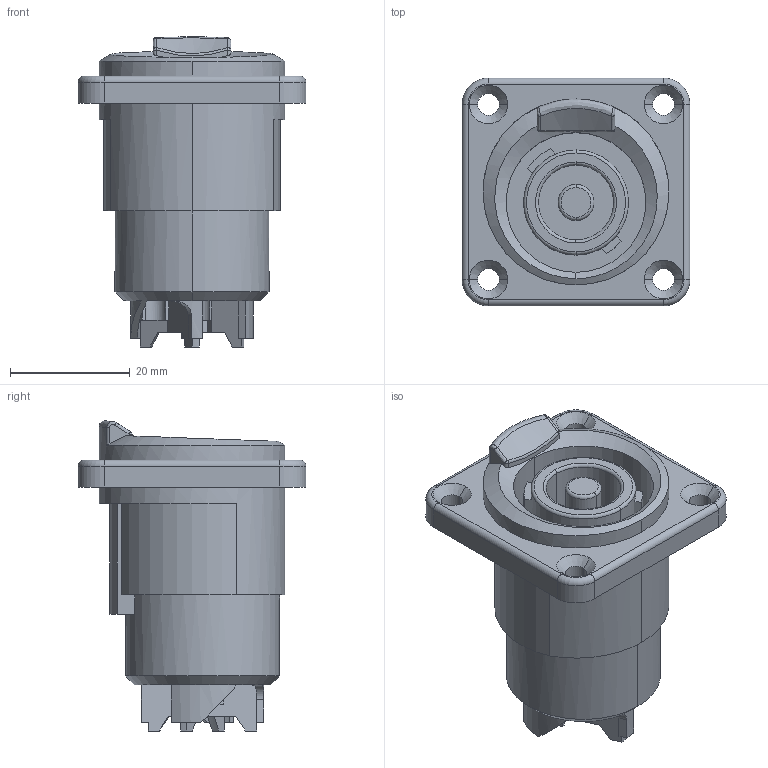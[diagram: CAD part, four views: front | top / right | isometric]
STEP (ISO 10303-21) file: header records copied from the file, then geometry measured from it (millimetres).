
FILE_DESCRIPTION((''),'2;1');
FILE_NAME('D-NLT4FP','2016-05-31T',('odo'),(''),'CREO PARAMETRIC BY PTC INC, 2015380','CREO PARAMETRIC BY PTC INC, 2015380','');
FILE_SCHEMA(('CONFIG_CONTROL_DESIGN'));
Length unit declared in the file: millimetre
Products named in the file (1): D-NLT4FP
Bounding box: 38 x 38 x 51.73 mm (x, y, z)
Volume: 22946.8 mm3; surface area: 11799.1 mm2
Topology: 1 solids, 1 shells, 185 faces, 473 edges, 300 vertices
Faces by surface type: plane 78, cylinder 71, cone 18, torus 10, bspline 6, sphere 2
Entity records: 6083 total; most frequent: CARTESIAN_POINT 1491, DIRECTION 976, ORIENTED_EDGE 946, EDGE_CURVE 473, AXIS2_PLACEMENT_3D 368, VERTEX_POINT 300, VECTOR 240, LINE 240
